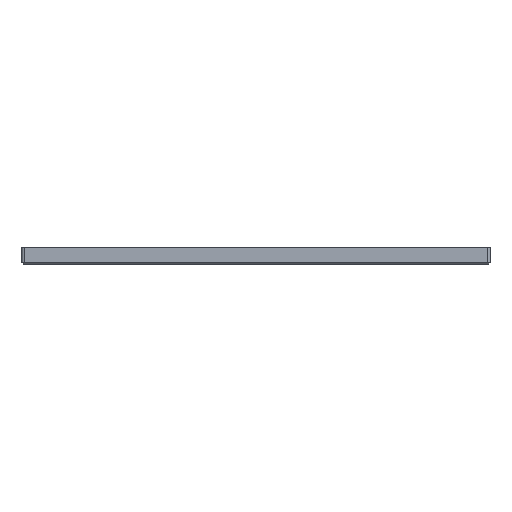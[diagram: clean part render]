
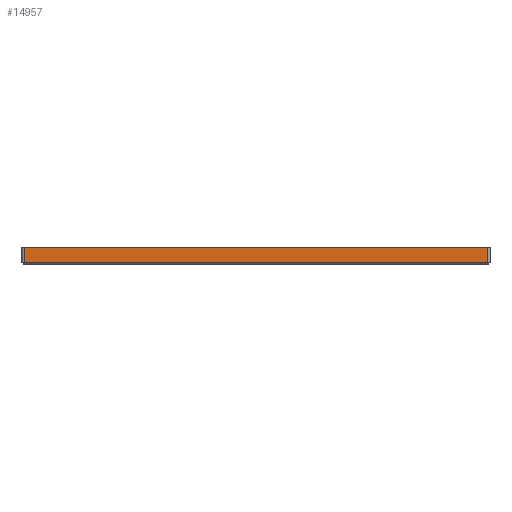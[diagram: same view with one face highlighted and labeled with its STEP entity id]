
A CAD part, front view. The second image highlights one B-rep face of the part: STEP entity #14957.
In plain terms, the highlighted planar face has unit normal (0, -1, 0).
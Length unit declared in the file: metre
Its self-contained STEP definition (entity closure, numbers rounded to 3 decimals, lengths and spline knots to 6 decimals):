
#639=LINE('',#22259,#2473);
#640=LINE('',#22263,#2474);
#641=LINE('',#22265,#2475);
#642=LINE('',#22267,#2476);
#2473=VECTOR('',#17879,1.);
#2474=VECTOR('',#17884,1.);
#2475=VECTOR('',#17885,1.);
#2476=VECTOR('',#17886,1.);
#4574=ORIENTED_EDGE('',*,*,#8734,.T.);
#4575=ORIENTED_EDGE('',*,*,#8736,.T.);
#4576=ORIENTED_EDGE('',*,*,#8737,.F.);
#4577=ORIENTED_EDGE('',*,*,#8738,.F.);
#8734=EDGE_CURVE('',#10750,#10749,#639,.T.);
#8736=EDGE_CURVE('',#10749,#10751,#640,.T.);
#8737=EDGE_CURVE('',#10752,#10751,#641,.T.);
#8738=EDGE_CURVE('',#10750,#10752,#642,.T.);
#10749=VERTEX_POINT('',#22258);
#10750=VERTEX_POINT('',#22260);
#10751=VERTEX_POINT('',#22264);
#10752=VERTEX_POINT('',#22266);
#12186=EDGE_LOOP('',(#4574,#4575,#4576,#4577));
#13235=FACE_BOUND('',#12186,.T.);
#14208=PLANE('',#15982);
#14957=ADVANCED_FACE('',(#13235),#14208,.F.);
#15982=AXIS2_PLACEMENT_3D('',#22262,#17882,#17883);
#17879=DIRECTION('',(0.,0.,-1.));
#17882=DIRECTION('',(0.,1.,0.));
#17883=DIRECTION('',(0.,0.,1.));
#17884=DIRECTION('',(1.,0.,0.));
#17885=DIRECTION('',(0.,0.,-1.));
#17886=DIRECTION('',(1.,0.,0.));
#22258=CARTESIAN_POINT('',(-0.111,-0.105,-0.0006));
#22259=CARTESIAN_POINT('',(-0.111,-0.105,0.0016));
#22260=CARTESIAN_POINT('',(-0.111,-0.105,0.0068));
#22262=CARTESIAN_POINT('',(0.,-0.105,0.0016));
#22263=CARTESIAN_POINT('',(0.,-0.105,-0.0006));
#22264=CARTESIAN_POINT('',(0.111,-0.105,-0.0006));
#22265=CARTESIAN_POINT('',(0.111,-0.105,0.0016));
#22266=CARTESIAN_POINT('',(0.111,-0.105,0.0068));
#22267=CARTESIAN_POINT('',(0.003992,-0.105,0.0068));
